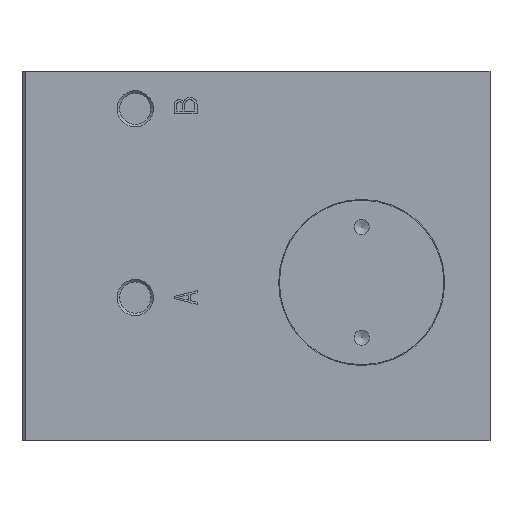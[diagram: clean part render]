
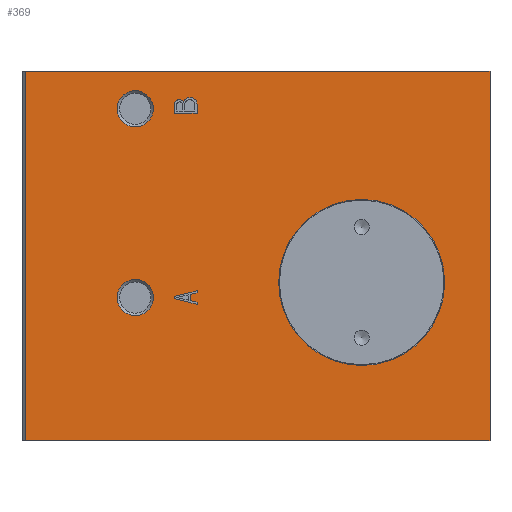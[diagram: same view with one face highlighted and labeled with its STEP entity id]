
A CAD part, left-side view. The second image highlights one B-rep face of the part: STEP entity #369.
In plain terms, the highlighted face is planar.
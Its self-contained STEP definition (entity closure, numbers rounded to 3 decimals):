
#369 = ADVANCED_FACE( '', ( #823, #824, #825, #826, #827, #828 ), #829, .F. );
#823 = FACE_BOUND( '', #1332, .T. );
#824 = FACE_OUTER_BOUND( '', #1333, .T. );
#825 = FACE_BOUND( '', #1334, .T. );
#826 = FACE_BOUND( '', #1335, .T. );
#827 = FACE_BOUND( '', #1336, .T. );
#828 = FACE_BOUND( '', #1337, .T. );
#829 = PLANE( '', #1338 );
#1332 = EDGE_LOOP( '', ( #2217, #2218, #2219, #2220, #2221, #2222, #2223, #2224 ) );
#1333 = EDGE_LOOP( '', ( #2225, #2226, #2227, #2228 ) );
#1334 = EDGE_LOOP( '', ( #2229 ) );
#1335 = EDGE_LOOP( '', ( #2230 ) );
#1336 = EDGE_LOOP( '', ( #2231 ) );
#1337 = EDGE_LOOP( '', ( #2232, #2233, #2234, #2235, #2236 ) );
#1338 = AXIS2_PLACEMENT_3D( '', #2237, #2238, #2239 );
#2217 = ORIENTED_EDGE( '', *, *, #2936, .T. );
#2218 = ORIENTED_EDGE( '', *, *, #2937, .T. );
#2219 = ORIENTED_EDGE( '', *, *, #2938, .T. );
#2220 = ORIENTED_EDGE( '', *, *, #2939, .T. );
#2221 = ORIENTED_EDGE( '', *, *, #2791, .T. );
#2222 = ORIENTED_EDGE( '', *, *, #2940, .T. );
#2223 = ORIENTED_EDGE( '', *, *, #2749, .T. );
#2224 = ORIENTED_EDGE( '', *, *, #2873, .T. );
#2225 = ORIENTED_EDGE( '', *, *, #2845, .T. );
#2226 = ORIENTED_EDGE( '', *, *, #2941, .F. );
#2227 = ORIENTED_EDGE( '', *, *, #2930, .F. );
#2228 = ORIENTED_EDGE( '', *, *, #2942, .T. );
#2229 = ORIENTED_EDGE( '', *, *, #2934, .F. );
#2230 = ORIENTED_EDGE( '', *, *, #2702, .F. );
#2231 = ORIENTED_EDGE( '', *, *, #2696, .T. );
#2232 = ORIENTED_EDGE( '', *, *, #2905, .T. );
#2233 = ORIENTED_EDGE( '', *, *, #2943, .T. );
#2234 = ORIENTED_EDGE( '', *, *, #2944, .T. );
#2235 = ORIENTED_EDGE( '', *, *, #2900, .T. );
#2236 = ORIENTED_EDGE( '', *, *, #2798, .T. );
#2237 = CARTESIAN_POINT( '', ( 24.5, 0., -60. ) );
#2238 = DIRECTION( '', ( 0., 0., 1. ) );
#2239 = DIRECTION( '', ( 0., -1., 0. ) );
#2696 = EDGE_CURVE( '', #3177, #3177, #3178, .T. );
#2702 = EDGE_CURVE( '', #3186, #3186, #3187, .F. );
#2749 = EDGE_CURVE( '', #3262, #3263, #3264, .T. );
#2791 = EDGE_CURVE( '', #3329, #3330, #3331, .T. );
#2798 = EDGE_CURVE( '', #3339, #3340, #3341, .T. );
#2845 = EDGE_CURVE( '', #3407, #3405, #3408, .T. );
#2873 = EDGE_CURVE( '', #3263, #3448, #3449, .T. );
#2900 = EDGE_CURVE( '', #3487, #3339, #3488, .T. );
#2905 = EDGE_CURVE( '', #3340, #3494, #3495, .T. );
#2930 = EDGE_CURVE( '', #3523, #3525, #3526, .T. );
#2934 = EDGE_CURVE( '', #3530, #3530, #3531, .F. );
#2936 = EDGE_CURVE( '', #3448, #3533, #3534, .T. );
#2937 = EDGE_CURVE( '', #3533, #3535, #3536, .T. );
#2938 = EDGE_CURVE( '', #3535, #3537, #3538, .T. );
#2939 = EDGE_CURVE( '', #3537, #3329, #3539, .T. );
#2940 = EDGE_CURVE( '', #3330, #3262, #3540, .T. );
#2941 = EDGE_CURVE( '', #3525, #3405, #3541, .T. );
#2942 = EDGE_CURVE( '', #3523, #3407, #3542, .T. );
#2943 = EDGE_CURVE( '', #3494, #3543, #3544, .T. );
#2944 = EDGE_CURVE( '', #3543, #3487, #3545, .T. );
#3177 = VERTEX_POINT( '', #3863 );
#3178 = CIRCLE( '', #3864, 11. );
#3186 = VERTEX_POINT( '', #3875 );
#3187 = CIRCLE( '', #3876, 2.4 );
#3262 = VERTEX_POINT( '', #3974 );
#3263 = VERTEX_POINT( '', #3975 );
#3264 = LINE( '', #3976, #3977 );
#3329 = VERTEX_POINT( '', #4074 );
#3330 = VERTEX_POINT( '', #4075 );
#3331 = LINE( '', #4076, #4077 );
#3339 = VERTEX_POINT( '', #4088 );
#3340 = VERTEX_POINT( '', #4089 );
#3341 = LINE( '', #4090, #4091 );
#3405 = VERTEX_POINT( '', #4187 );
#3407 = VERTEX_POINT( '', #4190 );
#3408 = LINE( '', #4191, #4192 );
#3448 = VERTEX_POINT( '', #4245 );
#3449 = LINE( '', #4246, #4247 );
#3487 = VERTEX_POINT( '', #4292 );
#3488 = LINE( '', #4293, #4294 );
#3494 = VERTEX_POINT( '', #4301 );
#3495 = CIRCLE( '', #4302, 0.652 );
#3523 = VERTEX_POINT( '', #4339 );
#3525 = VERTEX_POINT( '', #4342 );
#3526 = LINE( '', #4343, #4344 );
#3530 = VERTEX_POINT( '', #4349 );
#3531 = CIRCLE( '', #4350, 2.4 );
#3533 = VERTEX_POINT( '', #4352 );
#3534 = LINE( '', #4353, #4354 );
#3535 = VERTEX_POINT( '', #4355 );
#3536 = LINE( '', #4356, #4357 );
#3537 = VERTEX_POINT( '', #4358 );
#3538 = LINE( '', #4359, #4360 );
#3539 = LINE( '', #4361, #4362 );
#3540 = LINE( '', #4363, #4364 );
#3541 = LINE( '', #4365, #4366 );
#3542 = LINE( '', #4367, #4368 );
#3543 = VERTEX_POINT( '', #4369 );
#3544 = CIRCLE( '', #4370, 0.93 );
#3545 = LINE( '', #4371, #4372 );
#3863 = CARTESIAN_POINT( '', ( 3.5, 6., -60. ) );
#3864 = AXIS2_PLACEMENT_3D( '', #4613, #4614, #4615 );
#3875 = CARTESIAN_POINT( '', ( -19.5, 44.6, -60. ) );
#3876 = AXIS2_PLACEMENT_3D( '', #4619, #4620, #4621 );
#3974 = CARTESIAN_POINT( '', ( 6.4, 38.8, -60. ) );
#3975 = CARTESIAN_POINT( '', ( 5.65, 41.8, -60. ) );
#3976 = CARTESIAN_POINT( '', ( 6.4, 38.8, -60. ) );
#3977 = VECTOR( '', #4681, 1000. );
#4074 = CARTESIAN_POINT( '', ( 5.9, 39.7, -60. ) );
#4075 = CARTESIAN_POINT( '', ( 6.1, 38.8, -60. ) );
#4076 = CARTESIAN_POINT( '', ( 5.9, 39.7, -60. ) );
#4077 = VECTOR( '', #4723, 1000. );
#4088 = CARTESIAN_POINT( '', ( -18.9, 41.8, -60. ) );
#4089 = CARTESIAN_POINT( '', ( -20.1, 41.8, -60. ) );
#4090 = CARTESIAN_POINT( '', ( -18.9, 41.8, -60. ) );
#4091 = VECTOR( '', #4727, 1000. );
#4187 = CARTESIAN_POINT( '', ( -24.5, 61.6, -60. ) );
#4190 = CARTESIAN_POINT( '', ( -24.5, 0., -60. ) );
#4191 = CARTESIAN_POINT( '', ( -24.5, 0., -60. ) );
#4192 = VECTOR( '', #4773, 1000. );
#4245 = CARTESIAN_POINT( '', ( 5.35, 41.8, -60. ) );
#4246 = CARTESIAN_POINT( '', ( 5.65, 41.8, -60. ) );
#4247 = VECTOR( '', #4808, 1000. );
#4292 = CARTESIAN_POINT( '', ( -18.9, 38.8, -60. ) );
#4293 = CARTESIAN_POINT( '', ( -18.9, 38.8, -60. ) );
#4294 = VECTOR( '', #4846, 1000. );
#4301 = CARTESIAN_POINT( '', ( -20.4, 40.6, -60. ) );
#4302 = AXIS2_PLACEMENT_3D( '', #4851, #4852, #4853 );
#4339 = CARTESIAN_POINT( '', ( 24.5, 0., -60. ) );
#4342 = CARTESIAN_POINT( '', ( 24.5, 61.6, -60. ) );
#4343 = CARTESIAN_POINT( '', ( 24.5, 0., -60. ) );
#4344 = VECTOR( '', #4879, 1000. );
#4349 = CARTESIAN_POINT( '', ( 5.5, 44.6, -60. ) );
#4350 = AXIS2_PLACEMENT_3D( '', #4881, #4882, #4883 );
#4352 = CARTESIAN_POINT( '', ( 4.6, 38.8, -60. ) );
#4353 = CARTESIAN_POINT( '', ( 5.35, 41.8, -60. ) );
#4354 = VECTOR( '', #4884, 1000. );
#4355 = CARTESIAN_POINT( '', ( 4.9, 38.8, -60. ) );
#4356 = CARTESIAN_POINT( '', ( 4.6, 38.8, -60. ) );
#4357 = VECTOR( '', #4885, 1000. );
#4358 = CARTESIAN_POINT( '', ( 5.1, 39.7, -60. ) );
#4359 = CARTESIAN_POINT( '', ( 4.9, 38.8, -60. ) );
#4360 = VECTOR( '', #4886, 1000. );
#4361 = CARTESIAN_POINT( '', ( 5.1, 39.7, -60. ) );
#4362 = VECTOR( '', #4887, 1000. );
#4363 = CARTESIAN_POINT( '', ( 6.1, 38.8, -60. ) );
#4364 = VECTOR( '', #4888, 1000. );
#4365 = CARTESIAN_POINT( '', ( 24.5, 61.6, -60. ) );
#4366 = VECTOR( '', #4889, 1000. );
#4367 = CARTESIAN_POINT( '', ( 24.5, 0., -60. ) );
#4368 = VECTOR( '', #4890, 1000. );
#4369 = CARTESIAN_POINT( '', ( -20.1, 38.8, -60. ) );
#4370 = AXIS2_PLACEMENT_3D( '', #4891, #4892, #4893 );
#4371 = CARTESIAN_POINT( '', ( -20.1, 38.8, -60. ) );
#4372 = VECTOR( '', #4894, 1000. );
#4613 = CARTESIAN_POINT( '', ( 3.5, 17., -60. ) );
#4614 = DIRECTION( '', ( 0., 0., 1. ) );
#4615 = DIRECTION( '', ( 0., -1., 0. ) );
#4619 = CARTESIAN_POINT( '', ( -19.5, 47., -60. ) );
#4620 = DIRECTION( '', ( 0., 0., 1. ) );
#4621 = DIRECTION( '', ( 0., -1., 0. ) );
#4681 = DIRECTION( '', ( -0.243, 0.97, 0. ) );
#4723 = DIRECTION( '', ( 0.217, -0.976, 0. ) );
#4727 = DIRECTION( '', ( -1., 0., 0. ) );
#4773 = DIRECTION( '', ( 0., 1., 0. ) );
#4808 = DIRECTION( '', ( -1., 0., 0. ) );
#4846 = DIRECTION( '', ( 0., 1., 0. ) );
#4851 = CARTESIAN_POINT( '', ( -20.05, 41.15, -60. ) );
#4852 = DIRECTION( '', ( 0., 0., 1. ) );
#4853 = DIRECTION( '', ( 1., 0., 0. ) );
#4879 = DIRECTION( '', ( 0., 1., 0. ) );
#4881 = CARTESIAN_POINT( '', ( 5.5, 47., -60. ) );
#4882 = DIRECTION( '', ( 0., 0., 1. ) );
#4883 = DIRECTION( '', ( 0., -1., 0. ) );
#4884 = DIRECTION( '', ( -0.243, -0.97, 0. ) );
#4885 = DIRECTION( '', ( 1., 0., 0. ) );
#4886 = DIRECTION( '', ( 0.217, 0.976, 0. ) );
#4887 = DIRECTION( '', ( 1., 0., 0. ) );
#4888 = DIRECTION( '', ( 1., 0., 0. ) );
#4889 = DIRECTION( '', ( -1., 0., 0. ) );
#4890 = DIRECTION( '', ( -1., 0., 0. ) );
#4891 = CARTESIAN_POINT( '', ( -20.07, 39.73, -60. ) );
#4892 = DIRECTION( '', ( 0., 0., 1. ) );
#4893 = DIRECTION( '', ( 1., 0., 0. ) );
#4894 = DIRECTION( '', ( 1., 0., 0. ) );
